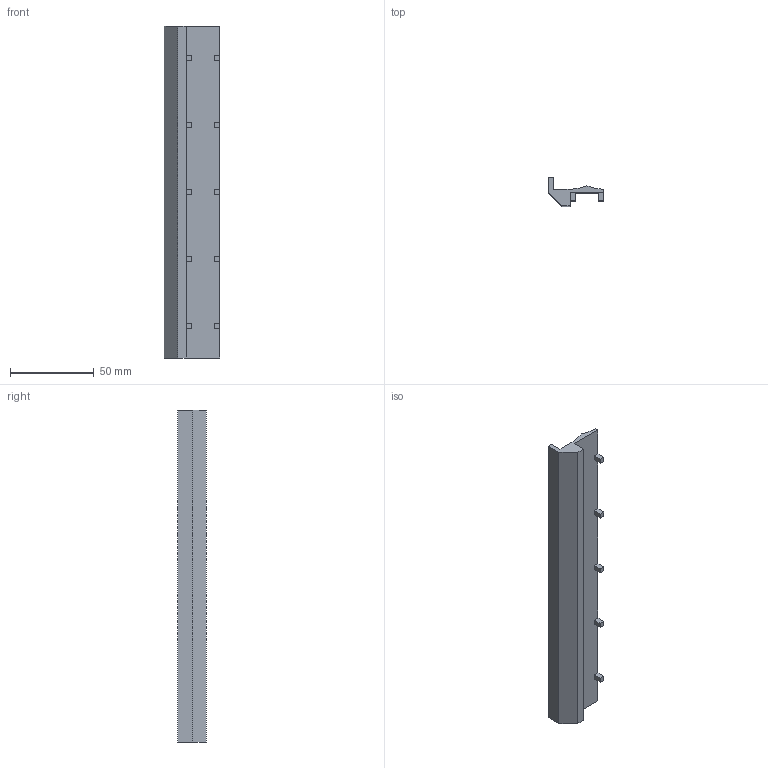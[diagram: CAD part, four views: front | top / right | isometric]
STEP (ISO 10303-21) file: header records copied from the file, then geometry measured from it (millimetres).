
FILE_DESCRIPTION(/* description */ (''),/* implementation_level */ '2;1');
FILE_NAME(/* name */ 'front_rail.stp',/* time_stamp */ '2025-11-02T12:36:40+09:00',/* author */ ('hibik'),/* organization */ (''),/* preprocessor_version */ 'ST-DEVELOPER v20.1',/* originating_system */ 'Autodesk Inventor 2026',/* authorisation */ '');
FILE_SCHEMA (('AUTOMOTIVE_DESIGN { 1 0 10303 214 3 1 1 }'));
Length unit declared in the file: millimetre
Products named in the file (1): front_rail
Bounding box: 33 x 17 x 198 mm (x, y, z)
Volume: 34530 mm3; surface area: 19771.1 mm2
Topology: 1 solids, 1 shells, 53 faces, 153 edges, 102 vertices
Faces by surface type: plane 51, cylinder 2
Entity records: 1763 total; most frequent: CARTESIAN_POINT 309, ORIENTED_EDGE 306, DIRECTION 265, EDGE_CURVE 153, LINE 149, VECTOR 149, VERTEX_POINT 102, AXIS2_PLACEMENT_3D 58
